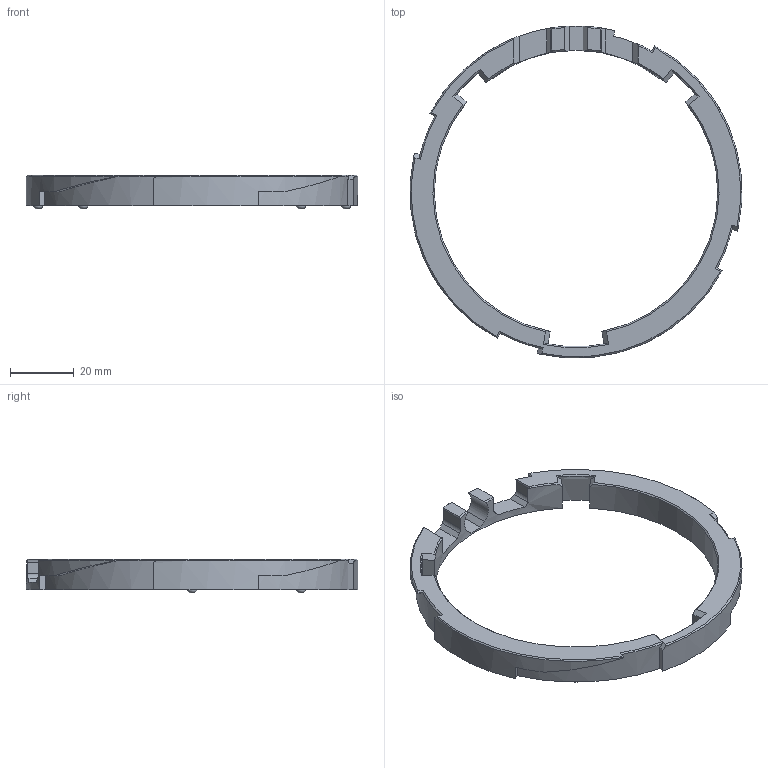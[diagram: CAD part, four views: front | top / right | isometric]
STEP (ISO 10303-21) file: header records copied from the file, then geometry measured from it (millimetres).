
FILE_DESCRIPTION(/* description */ (''),/* implementation_level */ '2;1');
FILE_NAME(/* name */ 'Mid-Plate Threads.step',/* time_stamp */ '2025-06-10T18:12:34+01:00',/* author */ (''),/* organization */ (''),/* preprocessor_version */ 'ST-DEVELOPER v20.1',/* originating_system */ 'Autodesk Translation Framework v14.10.0.0',/* authorisation */ '');
FILE_SCHEMA (('AUTOMOTIVE_DESIGN { 1 0 10303 214 3 1 1 }'));
Length unit declared in the file: millimetre
Products named in the file (3): Top Plate; UFO Template v56; Threads
Assembly tree (2 placements, depth 3):
  Top Plate
    UFO Template v56
      Threads
Bounding box: 103.84 x 103.92 x 10.6 mm (x, y, z)
Volume: 16212.6 mm3; surface area: 10256 mm2
Topology: 1 solids, 1 shells, 117 faces, 316 edges, 208 vertices
Faces by surface type: plane 62, cylinder 28, cone 19, bspline 8
Full cylindrical faces by diameter (mm): 2.8 x4
Entity records: 4005 total; most frequent: CARTESIAN_POINT 1044, ORIENTED_EDGE 632, DIRECTION 601, EDGE_CURVE 316, AXIS2_PLACEMENT_3D 235, VERTEX_POINT 208, LINE 131, VECTOR 131
